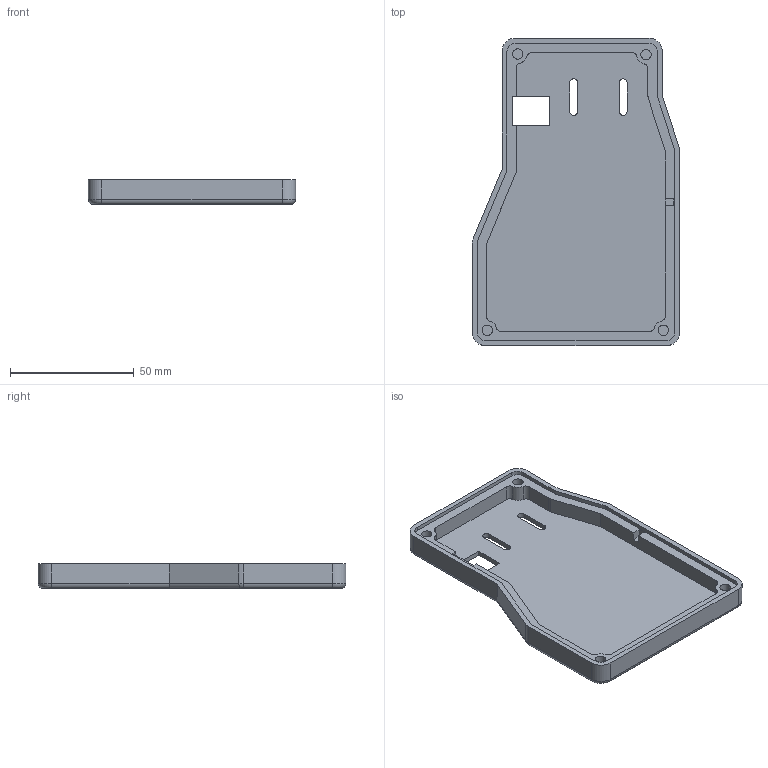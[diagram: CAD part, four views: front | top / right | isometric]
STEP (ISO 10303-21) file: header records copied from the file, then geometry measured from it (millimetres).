
FILE_DESCRIPTION(('FreeCAD Model'),'2;1');
FILE_NAME('Open CASCADE Shape Model','2025-01-14T09:30:00',(''),(''), 'Open CASCADE STEP processor 7.6','FreeCAD','Unknown');
FILE_SCHEMA(('AUTOMOTIVE_DESIGN { 1 0 10303 214 1 1 1 1 }'));
Length unit declared in the file: millimetre
Products named in the file (1): Matrix Case
Bounding box: 83.8 x 124.3 x 10 mm (x, y, z)
Volume: 32816.5 mm3; surface area: 25139.9 mm2
Topology: 1 solids, 1 shells, 93 faces, 251 edges, 165 vertices
Faces by surface type: plane 45, cylinder 42, torus 6
Full cylindrical faces by diameter (mm): 4.2 x4
Entity records: 2971 total; most frequent: DIRECTION 527, CARTESIAN_POINT 510, ORIENTED_EDGE 502, EDGE_CURVE 251, AXIS2_PLACEMENT_3D 182, VERTEX_POINT 165, LINE 163, VECTOR 163
